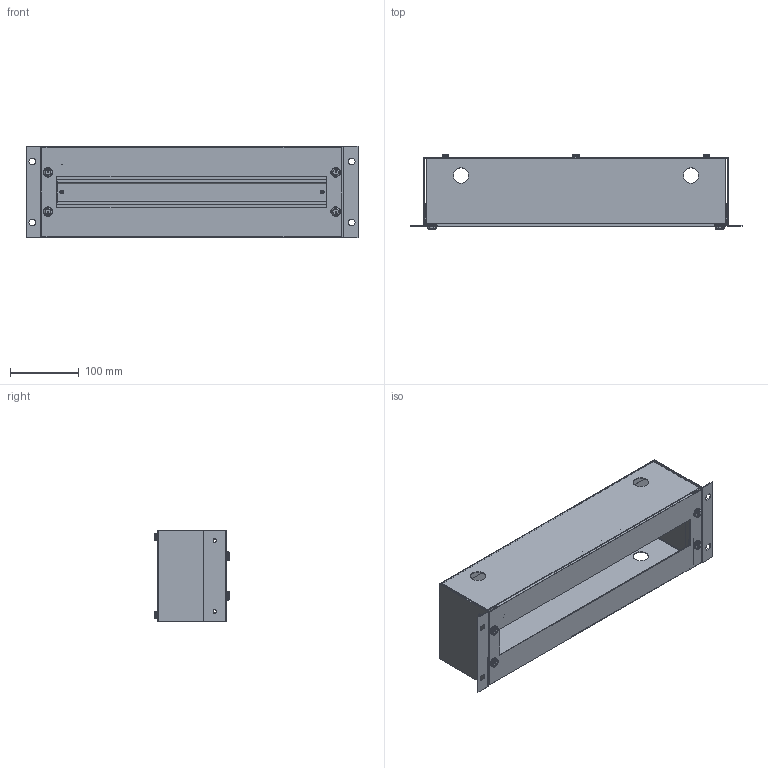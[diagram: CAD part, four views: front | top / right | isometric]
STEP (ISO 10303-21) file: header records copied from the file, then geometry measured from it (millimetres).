
FILE_DESCRIPTION(/* description */ ('This is a sample STEP configuration'),/* implementation_level */ '2;1');
FILE_NAME(/* name */ '19BOX-1_STEP.stp',/* time_stamp */ '2025-03-31T12:36:13+02:00',/* author */ ('powerJobs'),/* organization */ ('coolOrange'),/* preprocessor_version */ 'ST-DEVELOPER v20',/* originating_system */ 'Autodesk Inventor 2024',/* authorisation */ '');
FILE_SCHEMA (('AUTOMOTIVE_DESIGN { 1 0 10303 214 3 1 1 }'));
Length unit declared in the file: millimetre
Products named in the file (18): 19BOX-1; GH_19BOX_1; Winkel_19BOX_1; Blende_19BOX_1; Blende_19BOX_1_1; Erdungslasche; 19Zoll_M6x15; 19Zoll_M6x15_1; 19Zoll_Scheibe; Käfigmutter-M8; Käfig-M6; K-M6; OUT_19Box_1; M5x10 DIN7500; Distanzschr_M5x40; Einpressbolzen-M6x15; Einpressbolzen-M5x10; ENG-000020513
Assembly tree (33 placements, depth 4):
  19BOX-1
    GH_19BOX_1
    Winkel_19BOX_1  x2
    Blende_19BOX_1
      Blende_19BOX_1_1
      Erdungslasche
      19Zoll_M6x15  x4
        19Zoll_M6x15_1
        19Zoll_Scheibe
    Käfigmutter-M8  x4
      Käfig-M6
      K-M6
    OUT_19Box_1  x2
    M5x10 DIN7500  x6
    Distanzschr_M5x40  x2
    Einpressbolzen-M6x15  x2
    Einpressbolzen-M5x10  x2
    ENG-000020513
Bounding box: 483.5 x 109.25 x 133.35 mm (x, y, z)
Volume: 352268.6 mm3; surface area: 570200.5 mm2
Topology: 38 solids, 38 shells, 848 faces, 2138 edges, 1404 vertices
Faces by surface type: plane 566, cylinder 224, torus 34, cone 24
Full cylindrical faces by diameter (mm): 1.2 x1, 1.5 x1, 4.2 x6, 4.917 x4, 5 x16, 5.2 x14, 5.8 x2, 6 x10, 6.2 x4, 7 x4, 10 x6, 11.7 x4, 12 x4, 22.5 x4
Entity records: 10198 total; most frequent: CARTESIAN_POINT 1717, DIRECTION 1682, ORIENTED_EDGE 1556, EDGE_CURVE 778, LINE 566, VECTOR 566, AXIS2_PLACEMENT_3D 558, VERTEX_POINT 513
